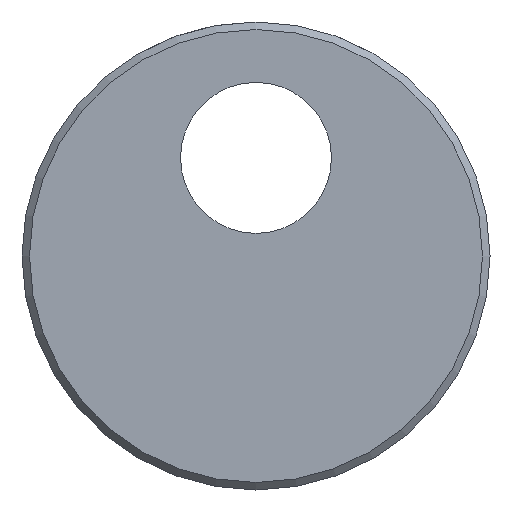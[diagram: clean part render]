
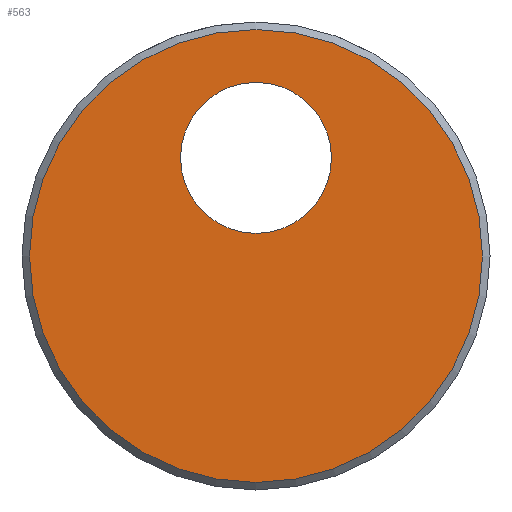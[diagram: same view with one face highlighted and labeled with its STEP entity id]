
A CAD part, front view. The second image highlights one B-rep face of the part: STEP entity #563.
In plain terms, the highlighted planar face has unit normal (0, -1, 0).
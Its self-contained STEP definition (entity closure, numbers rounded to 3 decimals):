
#24=FACE_BOUND('',#87,.T.);
#26=PLANE('',#612);
#56=FACE_OUTER_BOUND('',#86,.T.);
#86=EDGE_LOOP('',(#404));
#87=EDGE_LOOP('',(#405));
#247=CIRCLE('',#607,30.);
#251=CIRCLE('',#613,10.);
#257=VERTEX_POINT('',#796);
#261=VERTEX_POINT('',#808);
#313=EDGE_CURVE('',#257,#257,#247,.T.);
#318=EDGE_CURVE('',#261,#261,#251,.T.);
#404=ORIENTED_EDGE('',*,*,#313,.F.);
#405=ORIENTED_EDGE('',*,*,#318,.T.);
#563=ADVANCED_FACE('',(#56,#24),#26,.F.);
#607=AXIS2_PLACEMENT_3D('',#798,#652,#653);
#612=AXIS2_PLACEMENT_3D('',#807,#663,#664);
#613=AXIS2_PLACEMENT_3D('',#809,#665,#666);
#652=DIRECTION('center_axis',(0.,1.,0.));
#653=DIRECTION('ref_axis',(1.,0.,0.));
#663=DIRECTION('center_axis',(0.,1.,0.));
#664=DIRECTION('ref_axis',(1.,0.,0.));
#665=DIRECTION('center_axis',(0.,1.,0.));
#666=DIRECTION('ref_axis',(-1.,0.,0.));
#796=CARTESIAN_POINT('',(-30.,1.,0.));
#798=CARTESIAN_POINT('Origin',(0.,1.,0.));
#807=CARTESIAN_POINT('Origin',(15.5,1.,0.));
#808=CARTESIAN_POINT('',(10.,1.,13.));
#809=CARTESIAN_POINT('Origin',(0.,1.,13.));
